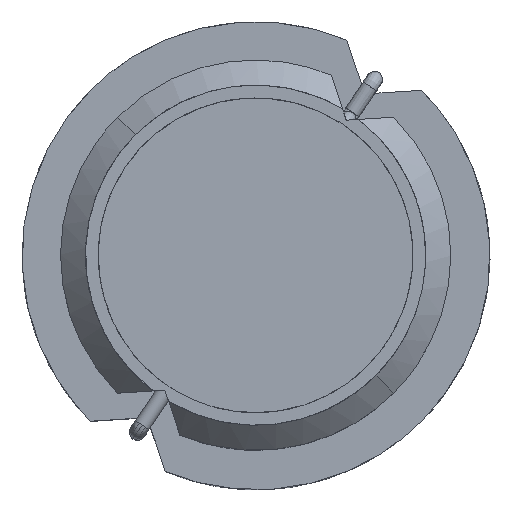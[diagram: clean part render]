
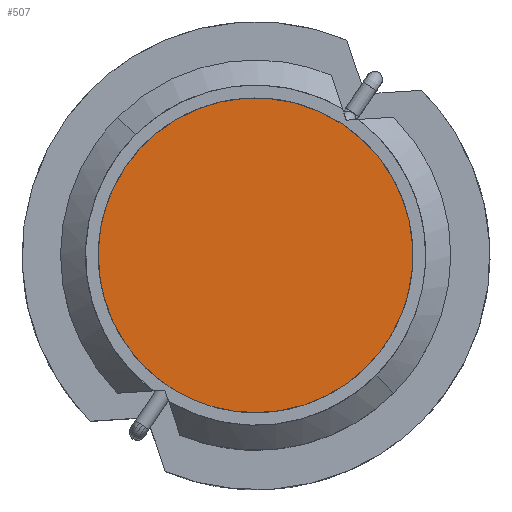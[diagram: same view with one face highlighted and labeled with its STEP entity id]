
A CAD part, top view. The second image highlights one B-rep face of the part: STEP entity #507.
In plain terms, the highlighted planar face has unit normal (0, 0, 1).
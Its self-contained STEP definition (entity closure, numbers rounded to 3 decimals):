
#507=ADVANCED_FACE('',(#665),#2923,.T.);
#665=FACE_OUTER_BOUND('',#840,.T.);
#840=EDGE_LOOP('',(#1599,#1600));
#1599=ORIENTED_EDGE('',*,*,#2072,.F.);
#1600=ORIENTED_EDGE('',*,*,#2075,.T.);
#2072=EDGE_CURVE('',#2882,#2883,#2326,.T.);
#2075=EDGE_CURVE('',#2882,#2883,#2329,.T.);
#2326=(
BOUNDED_CURVE()
B_SPLINE_CURVE(2,(#18820,#18821,#18822,#18823,#18824),.UNSPECIFIED.,.F.,
 .F.)
B_SPLINE_CURVE_WITH_KNOTS((3,2,3),(-12.686,-6.343,0.),
 .UNSPECIFIED.)
CURVE()
GEOMETRIC_REPRESENTATION_ITEM()
RATIONAL_B_SPLINE_CURVE((1.,0.707,1.,0.707,1.))
REPRESENTATION_ITEM('')
);
#2329=(
BOUNDED_CURVE()
B_SPLINE_CURVE(2,(#18832,#18833,#18834,#18835,#18836),.UNSPECIFIED.,.F.,
 .F.)
B_SPLINE_CURVE_WITH_KNOTS((3,2,3),(12.686,19.03,25.373),
 .UNSPECIFIED.)
CURVE()
GEOMETRIC_REPRESENTATION_ITEM()
RATIONAL_B_SPLINE_CURVE((1.,0.707,1.,0.707,1.))
REPRESENTATION_ITEM('')
);
#2882=VERTEX_POINT('',#18811);
#2883=VERTEX_POINT('',#18812);
#2923=PLANE('',#3101);
#3101=AXIS2_PLACEMENT_3D('',#18798,#3145,$);
#3145=DIRECTION('',(0.,0.,1.));
#18798=CARTESIAN_POINT('',(-6.393,-6.386,13.999));
#18811=CARTESIAN_POINT('',(1.607,3.696,13.999));
#18812=CARTESIAN_POINT('',(-1.628,-3.704,13.999));
#18820=CARTESIAN_POINT('',(1.607,3.696,13.999));
#18821=CARTESIAN_POINT('',(5.307,2.078,13.999));
#18822=CARTESIAN_POINT('',(3.69,-1.622,13.999));
#18823=CARTESIAN_POINT('',(2.072,-5.322,13.999));
#18824=CARTESIAN_POINT('',(-1.628,-3.704,13.999));
#18832=CARTESIAN_POINT('',(1.607,3.696,13.999));
#18833=CARTESIAN_POINT('',(-2.093,5.314,13.999));
#18834=CARTESIAN_POINT('',(-3.71,1.614,13.999));
#18835=CARTESIAN_POINT('',(-5.328,-2.086,13.999));
#18836=CARTESIAN_POINT('',(-1.628,-3.704,13.999));
